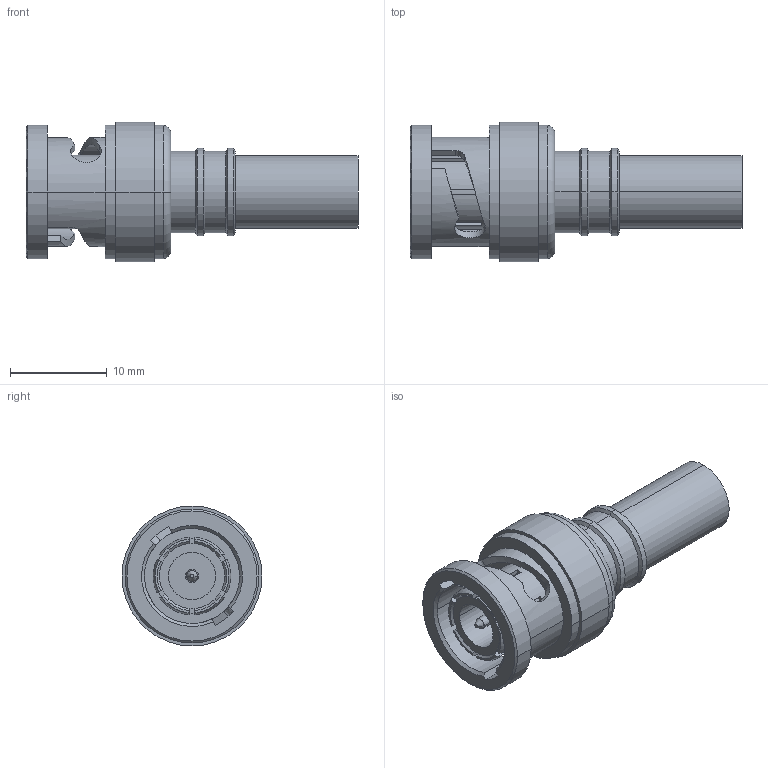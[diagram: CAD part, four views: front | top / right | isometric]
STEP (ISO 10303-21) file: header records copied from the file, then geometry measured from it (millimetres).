
FILE_DESCRIPTION (( 'STEP AP203' ), '1' );
FILE_NAME ('3190-6120(EZ-240-BM-X).STEP', '2017-07-19T08:57:59', ( '' ), ( '' ), 'SwSTEP 2.0', 'SolidWorks 2017', '' );
FILE_SCHEMA (( 'CONFIG_CONTROL_DESIGN' ));
Length unit declared in the file: millimetre
Products named in the file (1): 3190-6120(EZ-240-BM-X)
Bounding box: 34.39 x 14.5 x 14.5 mm (x, y, z)
Volume: 2177.7 mm3; surface area: 2605.5 mm2
Topology: 1 solids, 1 shells, 136 faces, 325 edges, 202 vertices
Faces by surface type: plane 45, cylinder 44, cone 30, torus 9, bspline 8
Entity records: 5333 total; most frequent: CARTESIAN_POINT 2076, DIRECTION 690, ORIENTED_EDGE 650, EDGE_CURVE 325, AXIS2_PLACEMENT_3D 278, VERTEX_POINT 202, EDGE_LOOP 151, CIRCLE 149
